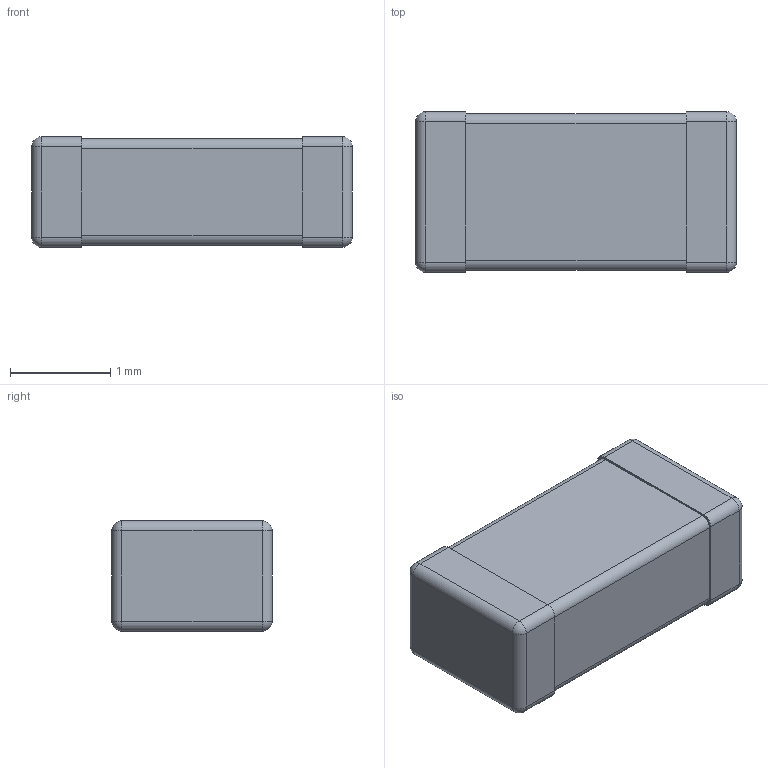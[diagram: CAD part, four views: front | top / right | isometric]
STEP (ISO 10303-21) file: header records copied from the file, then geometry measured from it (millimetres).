
FILE_DESCRIPTION(/* description */ (''),/* implementation_level */ '2;1');
FILE_NAME(/* name */ 'FB_1206.step',/* time_stamp */ '2018-12-15T15:19:27-05:00',/* author */ ('xdmattz'),/* organization */ (''),/* preprocessor_version */ 'ST-DEVELOPER v17.2',/* originating_system */ 'Autodesk Translation Framework v7.6.0.251',/* authorisation */ '');
FILE_SCHEMA (('AUTOMOTIVE_DESIGN { 1 0 10303 214 3 1 1 }'));
Length unit declared in the file: millimetre
Products named in the file (4): FB_1206; Component1; Component2; Component3
Assembly tree (3 placements, depth 2):
  FB_1206
    Component1
    Component2
    Component3
Bounding box: 3.2 x 1.6 x 1.1 mm (x, y, z)
Volume: 5.3 mm3; surface area: 26.2 mm2
Topology: 3 solids, 3 shells, 46 faces, 96 edges, 56 vertices
Faces by surface type: cylinder 20, plane 18, sphere 8
Entity records: 1339 total; most frequent: DIRECTION 242, CARTESIAN_POINT 205, ORIENTED_EDGE 192, EDGE_CURVE 96, AXIS2_PLACEMENT_3D 93, LINE 56, VECTOR 56, VERTEX_POINT 56
